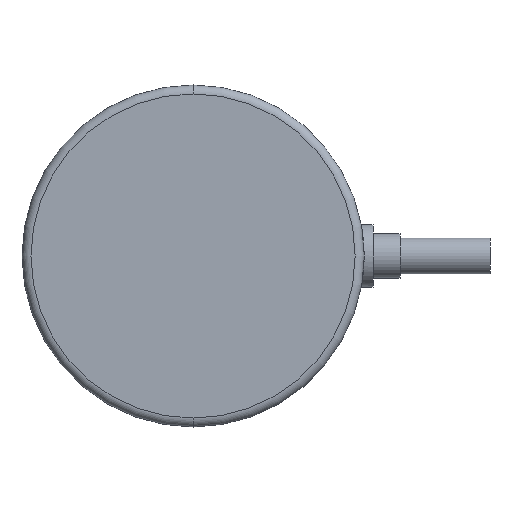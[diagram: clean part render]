
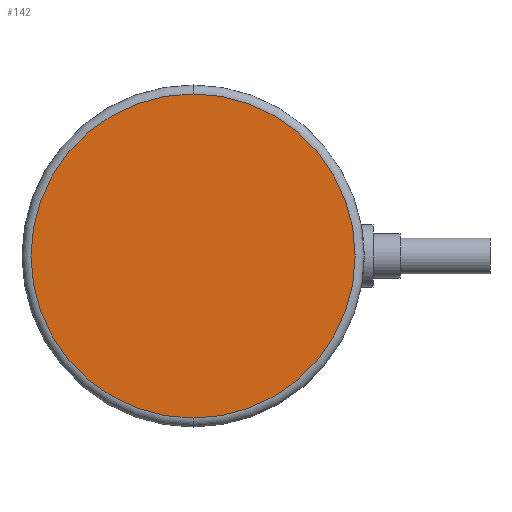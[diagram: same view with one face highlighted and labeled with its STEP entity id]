
A CAD part, front view. The second image highlights one B-rep face of the part: STEP entity #142.
In plain terms, the highlighted planar face has unit normal (0, -1, 0).
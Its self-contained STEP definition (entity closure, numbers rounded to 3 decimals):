
#109 = ORIENTED_EDGE ( 'NONE', *, *, #593, .T. ) ;
#142 = ADVANCED_FACE ( 'NONE', ( #1146 ), #1049, .F. ) ;
#151 = AXIS2_PLACEMENT_3D ( 'NONE', #1206, #553, #799 ) ;
#187 = DIRECTION ( 'NONE',  ( 1., 0., 0. ) ) ;
#205 = DIRECTION ( 'NONE',  ( 0., 1., 0. ) ) ;
#314 = CARTESIAN_POINT ( 'NONE',  ( 0., 0., 0. ) ) ;
#323 = CIRCLE ( 'NONE', #973, 18.01 ) ;
#350 = CARTESIAN_POINT ( 'NONE',  ( 0., 0., 18.01 ) ) ;
#374 = CARTESIAN_POINT ( 'NONE',  ( 0., 0., 0. ) ) ;
#553 = DIRECTION ( 'NONE',  ( 0., -1., 0. ) ) ;
#593 = EDGE_CURVE ( 'NONE', #815, #665, #323, .T. ) ;
#650 = CARTESIAN_POINT ( 'NONE',  ( 0., 0., -18.01 ) ) ;
#665 = VERTEX_POINT ( 'NONE', #650 ) ;
#799 = DIRECTION ( 'NONE',  ( 0., 0., 1. ) ) ;
#815 = VERTEX_POINT ( 'NONE', #350 ) ;
#819 = ORIENTED_EDGE ( 'NONE', *, *, #859, .T. ) ;
#837 = DIRECTION ( 'NONE',  ( 0., -1., 0. ) ) ;
#859 = EDGE_CURVE ( 'NONE', #665, #815, #958, .T. ) ;
#918 = EDGE_LOOP ( 'NONE', ( #109, #819 ) ) ;
#958 = CIRCLE ( 'NONE', #151, 18.01 ) ;
#973 = AXIS2_PLACEMENT_3D ( 'NONE', #374, #837, #1255 ) ;
#1049 = PLANE ( 'NONE',  #1200 ) ;
#1146 = FACE_OUTER_BOUND ( 'NONE', #918, .T. ) ;
#1200 = AXIS2_PLACEMENT_3D ( 'NONE', #314, #205, #187 ) ;
#1206 = CARTESIAN_POINT ( 'NONE',  ( 0., 0., 0. ) ) ;
#1255 = DIRECTION ( 'NONE',  ( 0., 0., 1. ) ) ;
